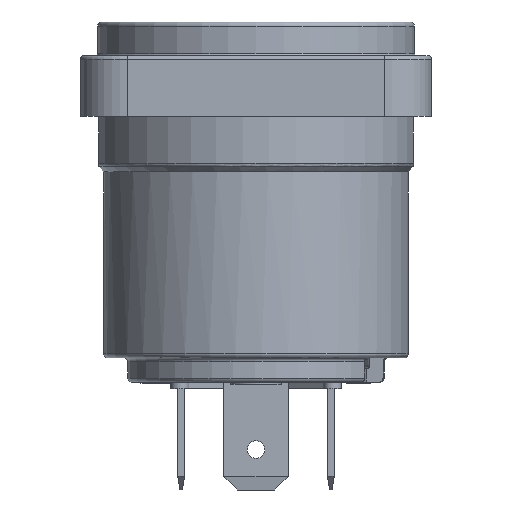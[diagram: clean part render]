
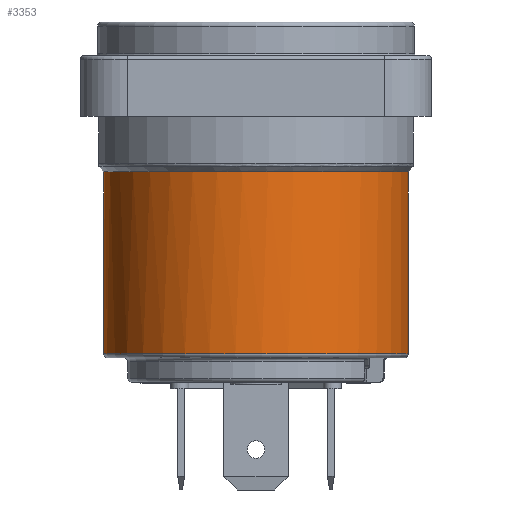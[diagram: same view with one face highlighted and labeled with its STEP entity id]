
A CAD part, front view. The second image highlights one B-rep face of the part: STEP entity #3353.
In plain terms, the highlighted cylindrical face has radius 11.3 mm (diameter 22.6 mm), a full revolution.
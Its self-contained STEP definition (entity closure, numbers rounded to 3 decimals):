
#3319=CARTESIAN_POINT('',(11.196,-1.527,-17.6));
#3320=VERTEX_POINT('',#3319);
#3321=CARTESIAN_POINT('',(0.,0.,-17.6));
#3322=DIRECTION('',(0.,0.,-1.0));
#3323=DIRECTION('',(-0.991,0.135,0.));
#3324=AXIS2_PLACEMENT_3D('',#3321,#3322,#3323);
#3325=CIRCLE('',#3324,11.3);
#3326=EDGE_CURVE('',#3320,#3320,#3325,.T.);
#3334=CARTESIAN_POINT('',(0.,0.,-10.3));
#3335=DIRECTION('',(0.,0.,-1.0));
#3336=DIRECTION('',(0.0,-1.0,0.0));
#3337=AXIS2_PLACEMENT_3D('',#3334,#3335,#3336);
#3338=CYLINDRICAL_SURFACE('',#3337,11.3);
#3339=CARTESIAN_POINT('',(0.,11.3,-4.114));
#3340=VERTEX_POINT('',#3339);
#3341=CARTESIAN_POINT('',(0.,0.,-4.114));
#3342=DIRECTION('',(0.0,0.0,-1.0));
#3343=DIRECTION('',(0.0,-1.0,0.0));
#3344=AXIS2_PLACEMENT_3D('',#3341,#3342,#3343);
#3345=CIRCLE('',#3344,11.3);
#3346=EDGE_CURVE('',#3340,#3340,#3345,.T.);
#3347=ORIENTED_EDGE('',*,*,#3346,.T.);
#3348=EDGE_LOOP('',(#3347));
#3349=FACE_OUTER_BOUND('',#3348,.T.);
#3350=ORIENTED_EDGE('',*,*,#3326,.F.);
#3351=EDGE_LOOP('',(#3350));
#3352=FACE_BOUND('',#3351,.T.);
#3353=ADVANCED_FACE('',(#3349,#3352),#3338,.T.);
